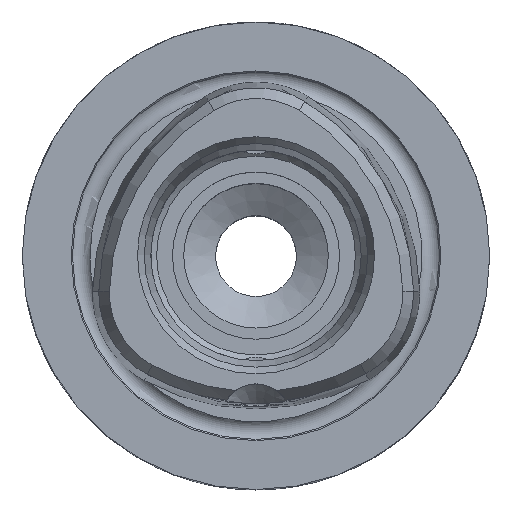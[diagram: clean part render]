
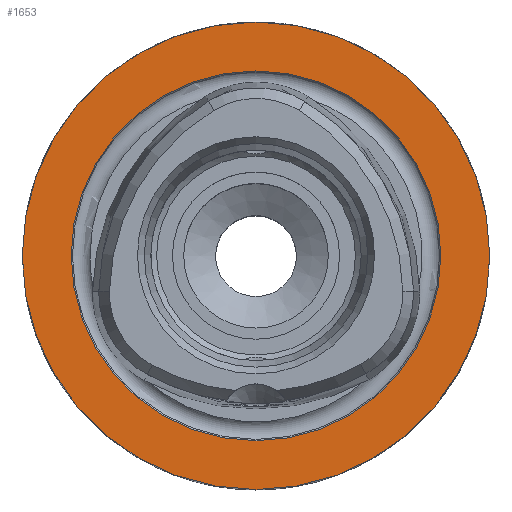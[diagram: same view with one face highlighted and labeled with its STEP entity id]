
A CAD part, top view. The second image highlights one B-rep face of the part: STEP entity #1653.
In plain terms, the highlighted planar face has unit normal (0, 0, 1).
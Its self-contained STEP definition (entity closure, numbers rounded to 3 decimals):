
#120=FACE_BOUND('',#349,.T.);
#147=PLANE('',#1898);
#240=FACE_OUTER_BOUND('',#348,.T.);
#348=EDGE_LOOP('',(#1528));
#349=EDGE_LOOP('',(#1529));
#576=CIRCLE('',#1808,20.);
#612=CIRCLE('',#1894,15.814);
#722=VERTEX_POINT('',#3066);
#782=VERTEX_POINT('',#3418);
#935=EDGE_CURVE('',#722,#722,#576,.T.);
#1031=EDGE_CURVE('',#782,#782,#612,.T.);
#1528=ORIENTED_EDGE('',*,*,#935,.T.);
#1529=ORIENTED_EDGE('',*,*,#1031,.T.);
#1653=ADVANCED_FACE('',(#240,#120),#147,.T.);
#1808=AXIS2_PLACEMENT_3D('',#3068,#2200,#2201);
#1894=AXIS2_PLACEMENT_3D('',#3420,#2410,#2411);
#1898=AXIS2_PLACEMENT_3D('',#3424,#2418,#2419);
#2200=DIRECTION('center_axis',(0.,0.,1.));
#2201=DIRECTION('ref_axis',(1.,0.,0.));
#2410=DIRECTION('center_axis',(0.,0.,-1.));
#2411=DIRECTION('ref_axis',(0.,1.,0.));
#2418=DIRECTION('center_axis',(0.,0.,1.));
#2419=DIRECTION('ref_axis',(1.,0.,0.));
#3066=CARTESIAN_POINT('',(-20.,0.,-2.5));
#3068=CARTESIAN_POINT('Origin',(0.,0.,-2.5));
#3418=CARTESIAN_POINT('',(0.,-15.814,-2.5));
#3420=CARTESIAN_POINT('Origin',(0.,0.,-2.5));
#3424=CARTESIAN_POINT('Origin',(0.,0.,-2.5));
